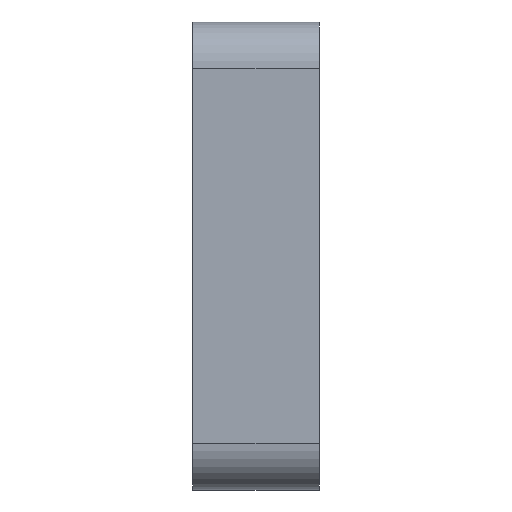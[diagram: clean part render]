
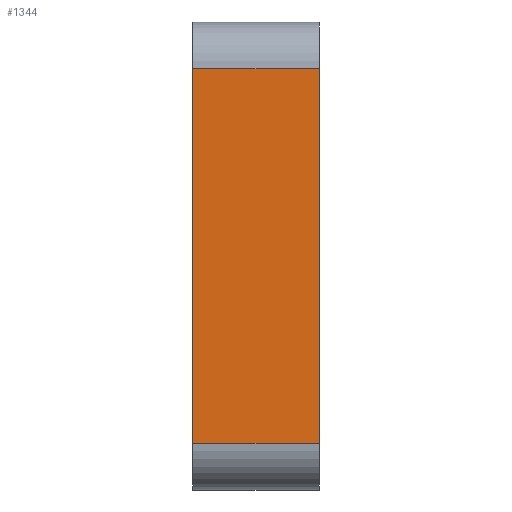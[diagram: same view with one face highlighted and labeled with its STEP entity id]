
A CAD part, left-side view. The second image highlights one B-rep face of the part: STEP entity #1344.
In plain terms, the highlighted planar face has unit normal (-1, 0, 0).
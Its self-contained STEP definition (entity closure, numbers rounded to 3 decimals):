
#173 = DIRECTION ( 'NONE',  ( 0., -1., 0. ) ) ;
#188 = EDGE_CURVE ( 'NONE', #3171, #3057, #1724, .T. ) ;
#322 = VECTOR ( 'NONE', #1922, 1000. ) ;
#372 = ORIENTED_EDGE ( 'NONE', *, *, #982, .F. ) ;
#382 = CARTESIAN_POINT ( 'NONE',  ( -12.5, 0., -10. ) ) ;
#389 = CARTESIAN_POINT ( 'NONE',  ( -12.5, 6.75, -10. ) ) ;
#408 = LINE ( 'NONE', #3393, #3267 ) ;
#415 = DIRECTION ( 'NONE',  ( 0., 0., 1. ) ) ;
#604 = AXIS2_PLACEMENT_3D ( 'NONE', #2941, #3241, #3436 ) ;
#649 = CARTESIAN_POINT ( 'NONE',  ( -12.5, 6.75, 10. ) ) ;
#704 = EDGE_CURVE ( 'NONE', #2630, #2969, #1683, .T. ) ;
#815 = ORIENTED_EDGE ( 'NONE', *, *, #704, .T. ) ;
#849 = VECTOR ( 'NONE', #415, 1000. ) ;
#859 = ORIENTED_EDGE ( 'NONE', *, *, #1346, .T. ) ;
#871 = CARTESIAN_POINT ( 'NONE',  ( -12.5, 0., 10. ) ) ;
#936 = DIRECTION ( 'NONE',  ( 0., -1., 0. ) ) ;
#982 = EDGE_CURVE ( 'NONE', #3057, #2969, #408, .T. ) ;
#991 = CARTESIAN_POINT ( 'NONE',  ( -12.5, 6.75, -10. ) ) ;
#1013 = LINE ( 'NONE', #389, #3211 ) ;
#1344 = ADVANCED_FACE ( 'NONE', ( #2579 ), #2694, .F. ) ;
#1346 = EDGE_CURVE ( 'NONE', #3171, #2630, #1013, .T. ) ;
#1683 = LINE ( 'NONE', #2353, #849 ) ;
#1724 = LINE ( 'NONE', #2195, #322 ) ;
#1922 = DIRECTION ( 'NONE',  ( 0., 0., 1. ) ) ;
#2195 = CARTESIAN_POINT ( 'NONE',  ( -12.5, 6.75, 10. ) ) ;
#2353 = CARTESIAN_POINT ( 'NONE',  ( -12.5, 0., 10. ) ) ;
#2579 = FACE_OUTER_BOUND ( 'NONE', #3351, .T. ) ;
#2630 = VERTEX_POINT ( 'NONE', #382 ) ;
#2694 = PLANE ( 'NONE',  #604 ) ;
#2710 = ORIENTED_EDGE ( 'NONE', *, *, #188, .F. ) ;
#2941 = CARTESIAN_POINT ( 'NONE',  ( -12.5, 6.75, 10. ) ) ;
#2969 = VERTEX_POINT ( 'NONE', #871 ) ;
#3057 = VERTEX_POINT ( 'NONE', #649 ) ;
#3171 = VERTEX_POINT ( 'NONE', #991 ) ;
#3211 = VECTOR ( 'NONE', #936, 1000. ) ;
#3241 = DIRECTION ( 'NONE',  ( 1., 0., 0. ) ) ;
#3267 = VECTOR ( 'NONE', #173, 1000. ) ;
#3351 = EDGE_LOOP ( 'NONE', ( #815, #372, #2710, #859 ) ) ;
#3393 = CARTESIAN_POINT ( 'NONE',  ( -12.5, 6.75, 10. ) ) ;
#3436 = DIRECTION ( 'NONE',  ( 0., 0., -1. ) ) ;
